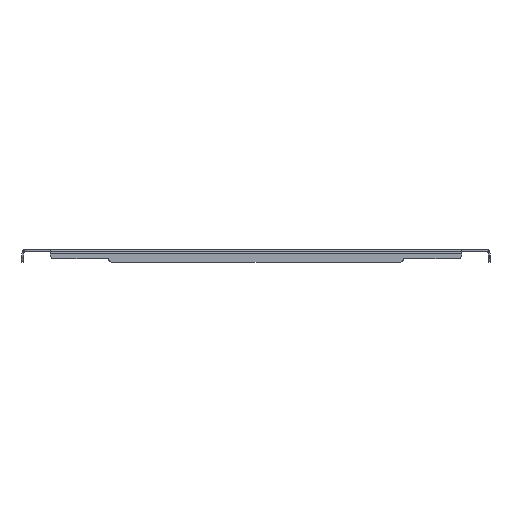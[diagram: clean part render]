
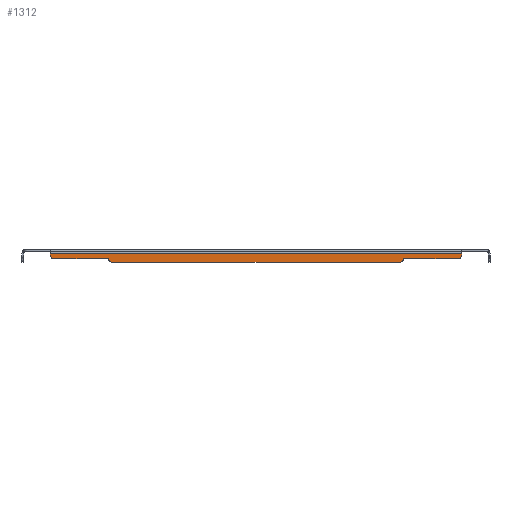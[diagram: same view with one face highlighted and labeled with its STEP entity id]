
A CAD part, front view. The second image highlights one B-rep face of the part: STEP entity #1312.
In plain terms, the highlighted planar face has unit normal (0, -1, 0).
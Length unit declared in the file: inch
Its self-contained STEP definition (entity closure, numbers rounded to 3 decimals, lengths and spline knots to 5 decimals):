
#26 = EDGE_CURVE ( 'NONE', #3267, #2267, #757, .T. ) ;
#92 = CARTESIAN_POINT ( 'NONE',  ( 14.34375, -38.96875, -0.625 ) ) ;
#202 = ORIENTED_EDGE ( 'NONE', *, *, #354, .F. ) ;
#276 = CARTESIAN_POINT ( 'NONE',  ( 10.21875, -38.96875, -0.875 ) ) ;
#314 = LINE ( 'NONE', #1740, #1280 ) ;
#354 = EDGE_CURVE ( 'NONE', #3267, #2826, #2509, .T. ) ;
#492 = CARTESIAN_POINT ( 'NONE',  ( 14.34375, -38.96875, -0.625 ) ) ;
#559 = VECTOR ( 'NONE', #2102, 39.37008 ) ;
#631 = VERTEX_POINT ( 'NONE', #3497 ) ;
#650 = CARTESIAN_POINT ( 'NONE',  ( 14.59375, -38.96875, -0.375 ) ) ;
#757 = CIRCLE ( 'NONE', #1785, 0.25 ) ;
#883 = EDGE_CURVE ( 'NONE', #3417, #631, #4214, .T. ) ;
#912 = EDGE_CURVE ( 'NONE', #1561, #3417, #314, .T. ) ;
#940 = DIRECTION ( 'NONE',  ( 0., 0., -1. ) ) ;
#1086 = ORIENTED_EDGE ( 'NONE', *, *, #1502, .T. ) ;
#1127 = VECTOR ( 'NONE', #2460, 39.37008 ) ;
#1205 = AXIS2_PLACEMENT_3D ( 'NONE', #4377, #1240, #1605 ) ;
#1219 = PLANE ( 'NONE',  #1205 ) ;
#1240 = DIRECTION ( 'NONE',  ( 0., -1., 0. ) ) ;
#1280 = VECTOR ( 'NONE', #3130, 39.37008 ) ;
#1312 = ADVANCED_FACE ( 'NONE', ( #3652 ), #1219, .T. ) ;
#1372 = CIRCLE ( 'NONE', #2890, 0.25 ) ;
#1455 = EDGE_CURVE ( 'NONE', #1545, #3577, #1647, .T. ) ;
#1490 = EDGE_LOOP ( 'NONE', ( #2357, #2178, #3486, #1837, #1766, #3003, #2253, #1086, #202, #2539 ) ) ;
#1491 = DIRECTION ( 'NONE',  ( -1., 0., 0. ) ) ;
#1502 = EDGE_CURVE ( 'NONE', #4141, #2826, #2375, .T. ) ;
#1545 = VERTEX_POINT ( 'NONE', #1581 ) ;
#1561 = VERTEX_POINT ( 'NONE', #3339 ) ;
#1581 = CARTESIAN_POINT ( 'NONE',  ( -10.46875, -38.96875, -0.625 ) ) ;
#1605 = DIRECTION ( 'NONE',  ( -1., 0., 0. ) ) ;
#1628 = CARTESIAN_POINT ( 'NONE',  ( -10.21875, -38.96875, -0.875 ) ) ;
#1647 = CIRCLE ( 'NONE', #3393, 0.25 ) ;
#1655 = DIRECTION ( 'NONE',  ( 0., 0., 1. ) ) ;
#1677 = DIRECTION ( 'NONE',  ( 1., 0., 0. ) ) ;
#1740 = CARTESIAN_POINT ( 'NONE',  ( 14.59375, -38.96875, -0.237 ) ) ;
#1766 = ORIENTED_EDGE ( 'NONE', *, *, #3768, .T. ) ;
#1785 = AXIS2_PLACEMENT_3D ( 'NONE', #1970, #2580, #2606 ) ;
#1837 = ORIENTED_EDGE ( 'NONE', *, *, #4496, .T. ) ;
#1970 = CARTESIAN_POINT ( 'NONE',  ( 14.34375, -38.96875, -0.375 ) ) ;
#2102 = DIRECTION ( 'NONE',  ( 1., 0., 0. ) ) ;
#2178 = ORIENTED_EDGE ( 'NONE', *, *, #912, .T. ) ;
#2253 = ORIENTED_EDGE ( 'NONE', *, *, #3696, .T. ) ;
#2267 = VERTEX_POINT ( 'NONE', #650 ) ;
#2350 = CARTESIAN_POINT ( 'NONE',  ( -10.21875, -38.96875, -0.625 ) ) ;
#2357 = ORIENTED_EDGE ( 'NONE', *, *, #3588, .T. ) ;
#2375 = CIRCLE ( 'NONE', #3326, 0.25 ) ;
#2379 = VECTOR ( 'NONE', #1677, 39.37008 ) ;
#2400 = CARTESIAN_POINT ( 'NONE',  ( 10.21875, -38.96875, -0.625 ) ) ;
#2419 = DIRECTION ( 'NONE',  ( 0., -1., 0. ) ) ;
#2429 = DIRECTION ( 'NONE',  ( -1., 0., 0. ) ) ;
#2460 = DIRECTION ( 'NONE',  ( 0., 0., -1. ) ) ;
#2509 = LINE ( 'NONE', #92, #4037 ) ;
#2539 = ORIENTED_EDGE ( 'NONE', *, *, #26, .T. ) ;
#2580 = DIRECTION ( 'NONE',  ( 0., -1., 0. ) ) ;
#2606 = DIRECTION ( 'NONE',  ( 0., 0., -1. ) ) ;
#2675 = LINE ( 'NONE', #4425, #3328 ) ;
#2700 = CARTESIAN_POINT ( 'NONE',  ( -14.59375, -38.96875, -0.237 ) ) ;
#2826 = VERTEX_POINT ( 'NONE', #4016 ) ;
#2890 = AXIS2_PLACEMENT_3D ( 'NONE', #3488, #4186, #2429 ) ;
#3003 = ORIENTED_EDGE ( 'NONE', *, *, #1455, .T. ) ;
#3130 = DIRECTION ( 'NONE',  ( -1., 0., 0. ) ) ;
#3267 = VERTEX_POINT ( 'NONE', #492 ) ;
#3326 = AXIS2_PLACEMENT_3D ( 'NONE', #2400, #2419, #940 ) ;
#3328 = VECTOR ( 'NONE', #1655, 39.37008 ) ;
#3339 = CARTESIAN_POINT ( 'NONE',  ( 14.59375, -38.96875, -0.237 ) ) ;
#3393 = AXIS2_PLACEMENT_3D ( 'NONE', #2350, #4401, #3797 ) ;
#3412 = LINE ( 'NONE', #3432, #2379 ) ;
#3417 = VERTEX_POINT ( 'NONE', #2700 ) ;
#3432 = CARTESIAN_POINT ( 'NONE',  ( -10.21875, -38.96875, -0.875 ) ) ;
#3467 = CARTESIAN_POINT ( 'NONE',  ( -14.59375, -38.96875, -0.237 ) ) ;
#3486 = ORIENTED_EDGE ( 'NONE', *, *, #883, .T. ) ;
#3488 = CARTESIAN_POINT ( 'NONE',  ( -14.34375, -38.96875, -0.375 ) ) ;
#3497 = CARTESIAN_POINT ( 'NONE',  ( -14.59375, -38.96875, -0.375 ) ) ;
#3577 = VERTEX_POINT ( 'NONE', #1628 ) ;
#3588 = EDGE_CURVE ( 'NONE', #2267, #1561, #2675, .T. ) ;
#3652 = FACE_OUTER_BOUND ( 'NONE', #1490, .T. ) ;
#3696 = EDGE_CURVE ( 'NONE', #3577, #4141, #3412, .T. ) ;
#3768 = EDGE_CURVE ( 'NONE', #4339, #1545, #3927, .T. ) ;
#3797 = DIRECTION ( 'NONE',  ( -1., 0., 0. ) ) ;
#3927 = LINE ( 'NONE', #4261, #559 ) ;
#4016 = CARTESIAN_POINT ( 'NONE',  ( 10.46875, -38.96875, -0.625 ) ) ;
#4037 = VECTOR ( 'NONE', #1491, 39.37008 ) ;
#4141 = VERTEX_POINT ( 'NONE', #276 ) ;
#4186 = DIRECTION ( 'NONE',  ( 0., -1., 0. ) ) ;
#4214 = LINE ( 'NONE', #3467, #1127 ) ;
#4261 = CARTESIAN_POINT ( 'NONE',  ( -14.34375, -38.96875, -0.625 ) ) ;
#4315 = CARTESIAN_POINT ( 'NONE',  ( -14.34375, -38.96875, -0.625 ) ) ;
#4339 = VERTEX_POINT ( 'NONE', #4315 ) ;
#4377 = CARTESIAN_POINT ( 'NONE',  ( -16.46875, -38.96875, 0. ) ) ;
#4401 = DIRECTION ( 'NONE',  ( 0., -1., 0. ) ) ;
#4425 = CARTESIAN_POINT ( 'NONE',  ( 14.59375, -38.96875, -0.375 ) ) ;
#4496 = EDGE_CURVE ( 'NONE', #631, #4339, #1372, .T. ) ;
